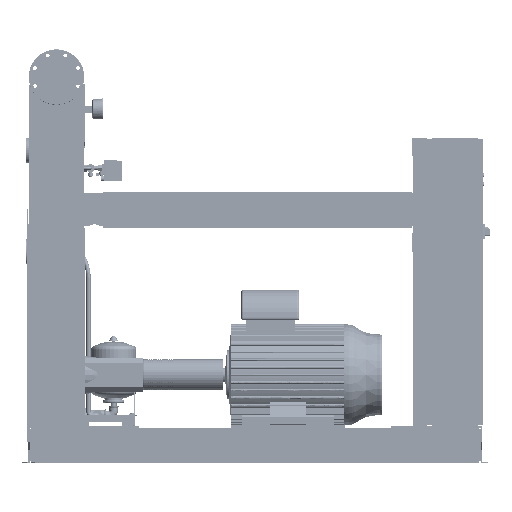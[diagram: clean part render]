
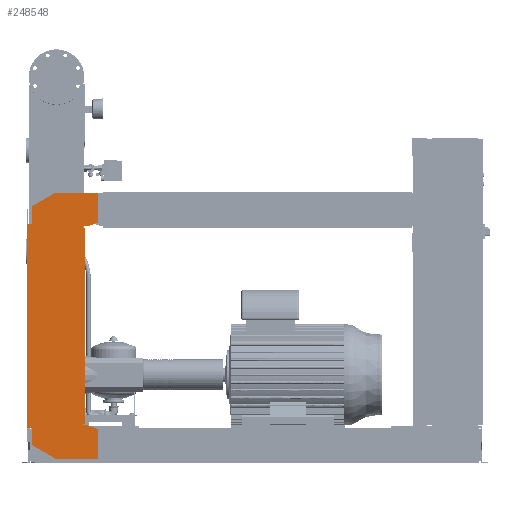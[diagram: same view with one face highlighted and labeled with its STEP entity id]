
A CAD part, front view. The second image highlights one B-rep face of the part: STEP entity #248548.
In plain terms, the highlighted free-form (B-spline) face has degree [1, 1] with [2, 2] control points.
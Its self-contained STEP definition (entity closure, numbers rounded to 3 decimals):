
#248033=CARTESIAN_POINT('',(-111.0,-741.5,1076.0));
#248034=VERTEX_POINT('',#248033);
#248041=CARTESIAN_POINT('',(-111.0,-741.5,1153.378));
#248042=VERTEX_POINT('',#248041);
#248043=CARTESIAN_POINT('',(-111.0,-741.5,1076.0));
#248044=DIRECTION('',(0.0,0.0,1.0));
#248045=VECTOR('',#248044,77.378);
#248046=LINE('',#248043,#248045);
#248047=EDGE_CURVE('',#248034,#248042,#248046,.T.);
#248065=CARTESIAN_POINT('',(-6.0,-741.5,1214.0));
#248066=VERTEX_POINT('',#248065);
#248067=CARTESIAN_POINT('',(-111.0,-741.5,1153.378));
#248068=DIRECTION('',(0.866,0.0,0.5));
#248069=VECTOR('',#248068,121.244);
#248070=LINE('',#248067,#248069);
#248071=EDGE_CURVE('',#248042,#248066,#248070,.T.);
#248089=CARTESIAN_POINT('',(186.0,-741.5,1214.0));
#248090=VERTEX_POINT('',#248089);
#248091=CARTESIAN_POINT('',(-6.0,-741.5,1214.0));
#248092=DIRECTION('',(1.0,0.0,0.0));
#248093=VECTOR('',#248092,192.0);
#248094=LINE('',#248091,#248093);
#248095=EDGE_CURVE('',#248066,#248090,#248094,.T.);
#248113=CARTESIAN_POINT('',(186.,-741.5,1080.379));
#248114=VERTEX_POINT('',#248113);
#248115=CARTESIAN_POINT('',(186.0,-741.5,1214.0));
#248116=DIRECTION('',(0.0,0.0,-1.0));
#248117=VECTOR('',#248116,133.621);
#248118=LINE('',#248115,#248117);
#248119=EDGE_CURVE('',#248090,#248114,#248118,.T.);
#248137=CARTESIAN_POINT('',(141.,-741.5,1064.0));
#248138=VERTEX_POINT('',#248137);
#248139=CARTESIAN_POINT('',(186.,-741.5,1080.379));
#248140=DIRECTION('',(-0.94,0.0,-0.342));
#248141=VECTOR('',#248140,47.888);
#248142=LINE('',#248139,#248141);
#248143=EDGE_CURVE('',#248114,#248138,#248142,.T.);
#248161=CARTESIAN_POINT('',(121.,-741.5,1064.0));
#248162=VERTEX_POINT('',#248161);
#248163=CARTESIAN_POINT('',(141.,-741.5,1064.0));
#248164=DIRECTION('',(-1.0,0.0,0.0));
#248165=VECTOR('',#248164,20.0);
#248166=LINE('',#248163,#248165);
#248167=EDGE_CURVE('',#248138,#248162,#248166,.T.);
#248185=CARTESIAN_POINT('',(121.,-741.5,1056.0));
#248186=VERTEX_POINT('',#248185);
#248187=CARTESIAN_POINT('',(121.,-741.5,1064.0));
#248188=DIRECTION('',(0.0,0.0,-1.0));
#248189=VECTOR('',#248188,8.0);
#248190=LINE('',#248187,#248189);
#248191=EDGE_CURVE('',#248162,#248186,#248190,.T.);
#248209=CARTESIAN_POINT('',(129.,-741.5,1056.0));
#248210=VERTEX_POINT('',#248209);
#248211=CARTESIAN_POINT('',(121.,-741.5,1056.0));
#248212=DIRECTION('',(1.0,0.0,0.0));
#248213=VECTOR('',#248212,8.0);
#248214=LINE('',#248211,#248213);
#248215=EDGE_CURVE('',#248186,#248210,#248214,.T.);
#248233=CARTESIAN_POINT('',(129.,-741.5,176.));
#248234=VERTEX_POINT('',#248233);
#248245=CARTESIAN_POINT('',(129.,-741.5,1056.0));
#248246=DIRECTION('',(0.0,0.0,-1.0));
#248247=VECTOR('',#248246,880.);
#248248=LINE('',#248245,#248247);
#248249=EDGE_CURVE('',#248210,#248234,#248248,.T.);
#248263=CARTESIAN_POINT('',(121.,-741.5,176.));
#248264=VERTEX_POINT('',#248263);
#248265=CARTESIAN_POINT('',(129.,-741.5,176.));
#248266=DIRECTION('',(-1.0,0.0,0.0));
#248267=VECTOR('',#248266,8.0);
#248268=LINE('',#248265,#248267);
#248269=EDGE_CURVE('',#248234,#248264,#248268,.T.);
#248287=CARTESIAN_POINT('',(121.,-741.5,168.));
#248288=VERTEX_POINT('',#248287);
#248289=CARTESIAN_POINT('',(121.,-741.5,176.));
#248290=DIRECTION('',(0.0,0.0,-1.0));
#248291=VECTOR('',#248290,8.0);
#248292=LINE('',#248289,#248291);
#248293=EDGE_CURVE('',#248264,#248288,#248292,.T.);
#248311=CARTESIAN_POINT('',(141.,-741.5,168.));
#248312=VERTEX_POINT('',#248311);
#248313=CARTESIAN_POINT('',(121.,-741.5,168.));
#248314=DIRECTION('',(1.0,0.0,0.0));
#248315=VECTOR('',#248314,20.0);
#248316=LINE('',#248313,#248315);
#248317=EDGE_CURVE('',#248288,#248312,#248316,.T.);
#248335=CARTESIAN_POINT('',(186.,-741.5,151.621));
#248336=VERTEX_POINT('',#248335);
#248337=CARTESIAN_POINT('',(141.,-741.5,168.));
#248338=DIRECTION('',(0.94,0.0,-0.342));
#248339=VECTOR('',#248338,47.888);
#248340=LINE('',#248337,#248339);
#248341=EDGE_CURVE('',#248312,#248336,#248340,.T.);
#248359=CARTESIAN_POINT('',(186.,-741.5,18.0));
#248360=VERTEX_POINT('',#248359);
#248361=CARTESIAN_POINT('',(186.,-741.5,151.621));
#248362=DIRECTION('',(0.0,0.0,-1.0));
#248363=VECTOR('',#248362,133.621);
#248364=LINE('',#248361,#248363);
#248365=EDGE_CURVE('',#248336,#248360,#248364,.T.);
#248383=CARTESIAN_POINT('',(-4.,-741.5,18.0));
#248384=VERTEX_POINT('',#248383);
#248385=CARTESIAN_POINT('',(186.,-741.5,18.0));
#248386=DIRECTION('',(-1.0,0.0,0.0));
#248387=VECTOR('',#248386,190.);
#248388=LINE('',#248385,#248387);
#248389=EDGE_CURVE('',#248360,#248384,#248388,.T.);
#248407=CARTESIAN_POINT('',(-111.,-741.5,79.776));
#248408=VERTEX_POINT('',#248407);
#248409=CARTESIAN_POINT('',(-4.,-741.5,18.0));
#248410=DIRECTION('',(-0.866,0.0,0.5));
#248411=VECTOR('',#248410,123.553);
#248412=LINE('',#248409,#248411);
#248413=EDGE_CURVE('',#248384,#248408,#248412,.T.);
#248431=CARTESIAN_POINT('',(-111.,-741.5,156.0));
#248432=VERTEX_POINT('',#248431);
#248433=CARTESIAN_POINT('',(-111.,-741.5,79.776));
#248434=DIRECTION('',(0.0,0.0,1.0));
#248435=VECTOR('',#248434,76.224);
#248436=LINE('',#248433,#248435);
#248437=EDGE_CURVE('',#248408,#248432,#248436,.T.);
#248455=CARTESIAN_POINT('',(-131.,-741.5,156.0));
#248456=VERTEX_POINT('',#248455);
#248457=CARTESIAN_POINT('',(-111.,-741.5,156.0));
#248458=DIRECTION('',(-1.0,0.0,0.0));
#248459=VECTOR('',#248458,20.0);
#248460=LINE('',#248457,#248459);
#248461=EDGE_CURVE('',#248432,#248456,#248460,.T.);
#248479=CARTESIAN_POINT('',(-131.0,-741.5,1076.0));
#248480=VERTEX_POINT('',#248479);
#248493=CARTESIAN_POINT('',(-131.,-741.5,156.0));
#248494=DIRECTION('',(0.0,0.0,1.0));
#248495=VECTOR('',#248494,920.0);
#248496=LINE('',#248493,#248495);
#248497=EDGE_CURVE('',#248456,#248480,#248496,.T.);
#248511=CARTESIAN_POINT('',(-131.0,-741.5,1076.0));
#248512=DIRECTION('',(1.0,0.0,0.0));
#248513=VECTOR('',#248512,20.0);
#248514=LINE('',#248511,#248513);
#248515=EDGE_CURVE('',#248480,#248034,#248514,.T.);
#248521=CARTESIAN_POINT('',(-131.,-741.5,18.0));
#248522=CARTESIAN_POINT('',(186.0,-741.5,18.0));
#248523=CARTESIAN_POINT('',(-131.,-741.5,1214.0));
#248524=CARTESIAN_POINT('',(186.0,-741.5,1214.0));
#248525=B_SPLINE_SURFACE_WITH_KNOTS('',1,1,((#248521,#248523),(#248522,#248524)),.UNSPECIFIED.,.F.,.F.,.U.,(2,2),(2,2),(0.0,317.),(0.0,1196.0),.UNSPECIFIED.);
#248526=ORIENTED_EDGE('',*,*,#248515,.F.);
#248527=ORIENTED_EDGE('',*,*,#248497,.F.);
#248528=ORIENTED_EDGE('',*,*,#248461,.F.);
#248529=ORIENTED_EDGE('',*,*,#248437,.F.);
#248530=ORIENTED_EDGE('',*,*,#248413,.F.);
#248531=ORIENTED_EDGE('',*,*,#248389,.F.);
#248532=ORIENTED_EDGE('',*,*,#248365,.F.);
#248533=ORIENTED_EDGE('',*,*,#248341,.F.);
#248534=ORIENTED_EDGE('',*,*,#248317,.F.);
#248535=ORIENTED_EDGE('',*,*,#248293,.F.);
#248536=ORIENTED_EDGE('',*,*,#248269,.F.);
#248537=ORIENTED_EDGE('',*,*,#248249,.F.);
#248538=ORIENTED_EDGE('',*,*,#248215,.F.);
#248539=ORIENTED_EDGE('',*,*,#248191,.F.);
#248540=ORIENTED_EDGE('',*,*,#248167,.F.);
#248541=ORIENTED_EDGE('',*,*,#248143,.F.);
#248542=ORIENTED_EDGE('',*,*,#248119,.F.);
#248543=ORIENTED_EDGE('',*,*,#248095,.F.);
#248544=ORIENTED_EDGE('',*,*,#248071,.F.);
#248545=ORIENTED_EDGE('',*,*,#248047,.F.);
#248546=EDGE_LOOP('',(#248526,#248527,#248528,#248529,#248530,#248531,#248532,#248533,#248534,#248535,#248536,#248537,#248538,#248539,#248540,#248541,#248542,#248543,#248544,#248545));
#248547=FACE_OUTER_BOUND('',#248546,.T.);
#248548=ADVANCED_FACE('',(#248547),#248525,.T.);
